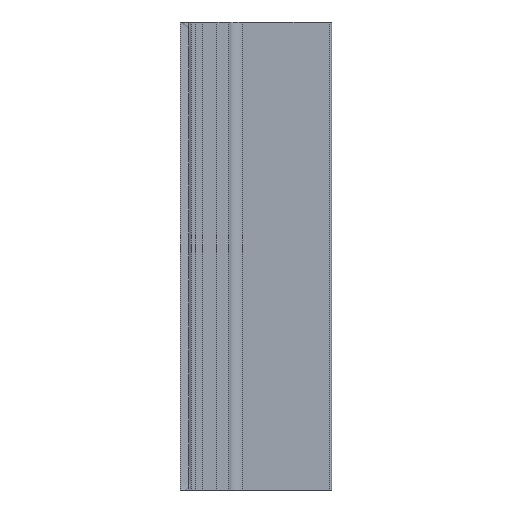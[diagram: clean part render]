
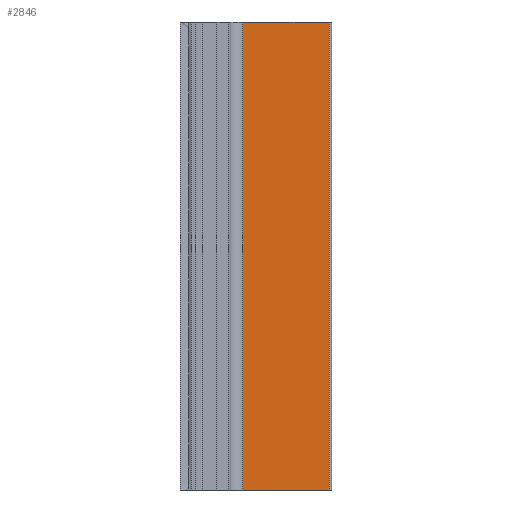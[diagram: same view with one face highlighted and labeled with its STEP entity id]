
A CAD part, front view. The second image highlights one B-rep face of the part: STEP entity #2846.
In plain terms, the highlighted planar face has unit normal (0, -1, 0).
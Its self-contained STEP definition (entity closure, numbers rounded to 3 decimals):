
#32 = PLANE('',#33);
#33 = AXIS2_PLACEMENT_3D('',#34,#35,#36);
#34 = CARTESIAN_POINT('',(12.034,18.41,0.));
#35 = DIRECTION('',(0.,0.,1.));
#36 = DIRECTION('',(1.,0.,0.));
#57 = VERTEX_POINT('',#58);
#58 = CARTESIAN_POINT('',(10.,14.,0.));
#77 = CYLINDRICAL_SURFACE('',#78,3.);
#78 = AXIS2_PLACEMENT_3D('',#79,#80,#81);
#79 = CARTESIAN_POINT('',(10.,11.,0.));
#80 = DIRECTION('',(0.,0.,1.));
#81 = DIRECTION('',(-1.,0.,0.));
#89 = EDGE_CURVE('',#57,#90,#92,.T.);
#90 = VERTEX_POINT('',#91);
#91 = CARTESIAN_POINT('',(28.5,14.,0.));
#92 = SURFACE_CURVE('',#93,(#97,#104),.PCURVE_S1.);
#93 = LINE('',#94,#95);
#94 = CARTESIAN_POINT('',(7.,14.,0.));
#95 = VECTOR('',#96,1.);
#96 = DIRECTION('',(1.,0.,0.));
#97 = PCURVE('',#32,#98);
#98 = DEFINITIONAL_REPRESENTATION('',(#99),#103);
#99 = LINE('',#100,#101);
#100 = CARTESIAN_POINT('',(-5.034,-4.41));
#101 = VECTOR('',#102,1.);
#102 = DIRECTION('',(1.,0.));
#103 = ( GEOMETRIC_REPRESENTATION_CONTEXT(2) 
PARAMETRIC_REPRESENTATION_CONTEXT() REPRESENTATION_CONTEXT('2D SPACE',''
  ) );
#104 = PCURVE('',#105,#110);
#105 = PLANE('',#106);
#106 = AXIS2_PLACEMENT_3D('',#107,#108,#109);
#107 = CARTESIAN_POINT('',(7.,14.,0.));
#108 = DIRECTION('',(0.,1.,0.));
#109 = DIRECTION('',(1.,0.,0.));
#110 = DEFINITIONAL_REPRESENTATION('',(#111),#115);
#111 = LINE('',#112,#113);
#112 = CARTESIAN_POINT('',(0.,0.));
#113 = VECTOR('',#114,1.);
#114 = DIRECTION('',(1.,0.));
#115 = ( GEOMETRIC_REPRESENTATION_CONTEXT(2) 
PARAMETRIC_REPRESENTATION_CONTEXT() REPRESENTATION_CONTEXT('2D SPACE',''
  ) );
#138 = CYLINDRICAL_SURFACE('',#139,0.5);
#139 = AXIS2_PLACEMENT_3D('',#140,#141,#142);
#140 = CARTESIAN_POINT('',(28.5,14.5,0.));
#141 = DIRECTION('',(0.,0.,1.));
#142 = DIRECTION('',(1.,0.,0.));
#2711 = PLANE('',#2712);
#2712 = AXIS2_PLACEMENT_3D('',#2713,#2714,#2715);
#2713 = CARTESIAN_POINT('',(12.034,18.41,100.));
#2714 = DIRECTION('',(0.,0.,1.));
#2715 = DIRECTION('',(1.,0.,0.));
#2748 = EDGE_CURVE('',#57,#2749,#2751,.T.);
#2749 = VERTEX_POINT('',#2750);
#2750 = CARTESIAN_POINT('',(10.,14.,100.));
#2751 = SURFACE_CURVE('',#2752,(#2756,#2763),.PCURVE_S1.);
#2752 = LINE('',#2753,#2754);
#2753 = CARTESIAN_POINT('',(10.,14.,0.));
#2754 = VECTOR('',#2755,1.);
#2755 = DIRECTION('',(0.,0.,1.));
#2756 = PCURVE('',#77,#2757);
#2757 = DEFINITIONAL_REPRESENTATION('',(#2758),#2762);
#2758 = LINE('',#2759,#2760);
#2759 = CARTESIAN_POINT('',(-1.571,0.));
#2760 = VECTOR('',#2761,1.);
#2761 = DIRECTION('',(0.,1.));
#2762 = ( GEOMETRIC_REPRESENTATION_CONTEXT(2) 
PARAMETRIC_REPRESENTATION_CONTEXT() REPRESENTATION_CONTEXT('2D SPACE',''
  ) );
#2763 = PCURVE('',#105,#2764);
#2764 = DEFINITIONAL_REPRESENTATION('',(#2765),#2769);
#2765 = LINE('',#2766,#2767);
#2766 = CARTESIAN_POINT('',(3.,0.));
#2767 = VECTOR('',#2768,1.);
#2768 = DIRECTION('',(0.,-1.));
#2769 = ( GEOMETRIC_REPRESENTATION_CONTEXT(2) 
PARAMETRIC_REPRESENTATION_CONTEXT() REPRESENTATION_CONTEXT('2D SPACE',''
  ) );
#2846 = ADVANCED_FACE('',(#2847),#105,.F.);
#2847 = FACE_BOUND('',#2848,.F.);
#2848 = EDGE_LOOP('',(#2849,#2850,#2851,#2874));
#2849 = ORIENTED_EDGE('',*,*,#89,.F.);
#2850 = ORIENTED_EDGE('',*,*,#2748,.T.);
#2851 = ORIENTED_EDGE('',*,*,#2852,.T.);
#2852 = EDGE_CURVE('',#2749,#2853,#2855,.T.);
#2853 = VERTEX_POINT('',#2854);
#2854 = CARTESIAN_POINT('',(28.5,14.,100.));
#2855 = SURFACE_CURVE('',#2856,(#2860,#2867),.PCURVE_S1.);
#2856 = LINE('',#2857,#2858);
#2857 = CARTESIAN_POINT('',(7.,14.,100.));
#2858 = VECTOR('',#2859,1.);
#2859 = DIRECTION('',(1.,0.,0.));
#2860 = PCURVE('',#105,#2861);
#2861 = DEFINITIONAL_REPRESENTATION('',(#2862),#2866);
#2862 = LINE('',#2863,#2864);
#2863 = CARTESIAN_POINT('',(0.,-100.));
#2864 = VECTOR('',#2865,1.);
#2865 = DIRECTION('',(1.,0.));
#2866 = ( GEOMETRIC_REPRESENTATION_CONTEXT(2) 
PARAMETRIC_REPRESENTATION_CONTEXT() REPRESENTATION_CONTEXT('2D SPACE',''
  ) );
#2867 = PCURVE('',#2711,#2868);
#2868 = DEFINITIONAL_REPRESENTATION('',(#2869),#2873);
#2869 = LINE('',#2870,#2871);
#2870 = CARTESIAN_POINT('',(-5.034,-4.41));
#2871 = VECTOR('',#2872,1.);
#2872 = DIRECTION('',(1.,0.));
#2873 = ( GEOMETRIC_REPRESENTATION_CONTEXT(2) 
PARAMETRIC_REPRESENTATION_CONTEXT() REPRESENTATION_CONTEXT('2D SPACE',''
  ) );
#2874 = ORIENTED_EDGE('',*,*,#2875,.F.);
#2875 = EDGE_CURVE('',#90,#2853,#2876,.T.);
#2876 = SURFACE_CURVE('',#2877,(#2881,#2888),.PCURVE_S1.);
#2877 = LINE('',#2878,#2879);
#2878 = CARTESIAN_POINT('',(28.5,14.,0.));
#2879 = VECTOR('',#2880,1.);
#2880 = DIRECTION('',(0.,0.,1.));
#2881 = PCURVE('',#105,#2882);
#2882 = DEFINITIONAL_REPRESENTATION('',(#2883),#2887);
#2883 = LINE('',#2884,#2885);
#2884 = CARTESIAN_POINT('',(21.5,0.));
#2885 = VECTOR('',#2886,1.);
#2886 = DIRECTION('',(0.,-1.));
#2887 = ( GEOMETRIC_REPRESENTATION_CONTEXT(2) 
PARAMETRIC_REPRESENTATION_CONTEXT() REPRESENTATION_CONTEXT('2D SPACE',''
  ) );
#2888 = PCURVE('',#138,#2889);
#2889 = DEFINITIONAL_REPRESENTATION('',(#2890),#2894);
#2890 = LINE('',#2891,#2892);
#2891 = CARTESIAN_POINT('',(-1.571,0.));
#2892 = VECTOR('',#2893,1.);
#2893 = DIRECTION('',(0.,1.));
#2894 = ( GEOMETRIC_REPRESENTATION_CONTEXT(2) 
PARAMETRIC_REPRESENTATION_CONTEXT() REPRESENTATION_CONTEXT('2D SPACE',''
  ) );
